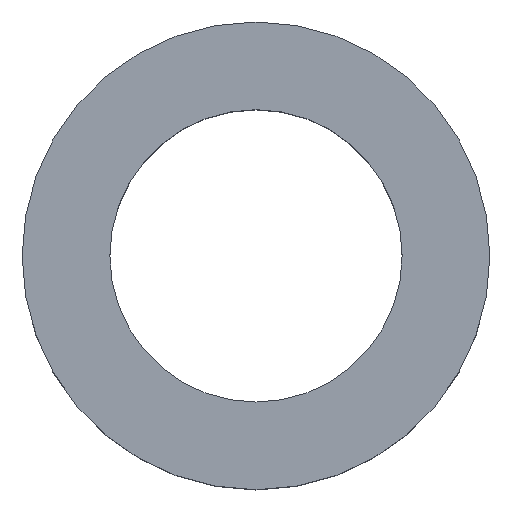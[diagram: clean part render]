
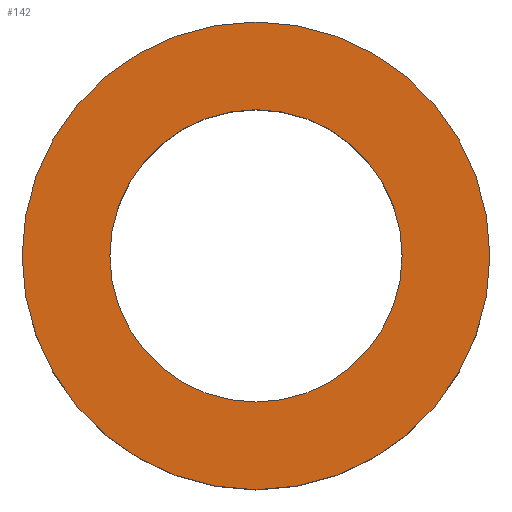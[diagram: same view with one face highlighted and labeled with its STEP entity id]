
A CAD part, top view. The second image highlights one B-rep face of the part: STEP entity #142.
In plain terms, the highlighted planar face has unit normal (0, 0, 1).
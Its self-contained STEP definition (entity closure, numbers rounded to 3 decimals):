
#34=CARTESIAN_POINT('',(-1.,0.,1.));
#35=VERTEX_POINT('',#34);
#59=CARTESIAN_POINT('',(1.,-0.,1.));
#60=VERTEX_POINT('',#59);
#61=CARTESIAN_POINT('',(0.,0.,1.));
#62=DIRECTION('',(0.,0.,1.));
#63=DIRECTION('',(1.,0.,-0.));
#64=AXIS2_PLACEMENT_3D('',#61,#62,#63);
#65=CIRCLE('',#64,1.);
#66=EDGE_CURVE('',#35,#60,#65,.T.);
#68=CARTESIAN_POINT('',(0.,0.,1.));
#69=DIRECTION('',(0.,0.,1.));
#70=DIRECTION('',(1.,0.,-0.));
#71=AXIS2_PLACEMENT_3D('',#68,#69,#70);
#72=CIRCLE('',#71,1.);
#73=EDGE_CURVE('',#60,#35,#72,.T.);
#85=CARTESIAN_POINT('',(-1.6,0.,1.));
#86=VERTEX_POINT('',#85);
#93=CARTESIAN_POINT('',(1.6,-0.,1.));
#94=VERTEX_POINT('',#93);
#95=CARTESIAN_POINT('',(0.,0.,1.));
#96=DIRECTION('',(0.,0.,1.));
#97=DIRECTION('',(1.,0.,-0.));
#98=AXIS2_PLACEMENT_3D('',#95,#96,#97);
#99=CIRCLE('',#98,1.6);
#100=EDGE_CURVE('',#94,#86,#99,.T.);
#102=CARTESIAN_POINT('',(0.,0.,1.));
#103=DIRECTION('',(0.,0.,1.));
#104=DIRECTION('',(1.,0.,-0.));
#105=AXIS2_PLACEMENT_3D('',#102,#103,#104);
#106=CIRCLE('',#105,1.6);
#107=EDGE_CURVE('',#86,#94,#106,.T.);
#129=CARTESIAN_POINT('',(0.,0.,1.));
#130=DIRECTION('',(0.,0.,1.));
#131=DIRECTION('',(1.,0.,0.));
#132=AXIS2_PLACEMENT_3D('',#129,#130,#131);
#133=PLANE('',#132);
#134=ORIENTED_EDGE('',*,*,#66,.F.);
#135=ORIENTED_EDGE('',*,*,#73,.F.);
#136=EDGE_LOOP('',(#134,#135));
#137=FACE_BOUND('',#136,.T.);
#138=ORIENTED_EDGE('',*,*,#100,.T.);
#139=ORIENTED_EDGE('',*,*,#107,.T.);
#140=EDGE_LOOP('',(#138,#139));
#141=FACE_BOUND('',#140,.T.);
#142=ADVANCED_FACE('',(#137,#141),#133,.T.);
